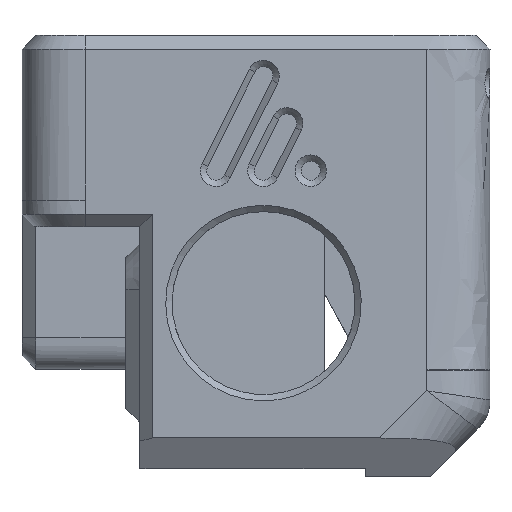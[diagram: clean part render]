
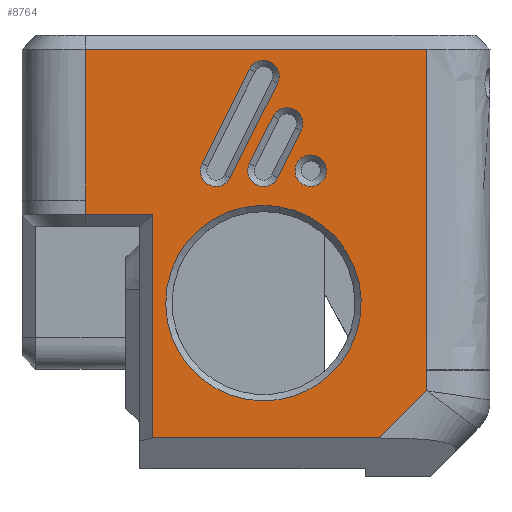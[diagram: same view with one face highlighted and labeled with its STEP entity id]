
A CAD part, front view. The second image highlights one B-rep face of the part: STEP entity #8764.
In plain terms, the highlighted planar face has unit normal (0, -1, 0).
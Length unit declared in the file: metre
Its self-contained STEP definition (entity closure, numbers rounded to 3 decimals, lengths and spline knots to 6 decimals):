
#223=B_SPLINE_CURVE_WITH_KNOTS('',3,(#13250,#13251,#13252,#13253),
 .UNSPECIFIED.,.F.,.F.,(4,4),(0.,1.),.UNSPECIFIED.);
#297=B_SPLINE_CURVE_WITH_KNOTS('',3,(#14390,#14391,#14392,#14393),
 .UNSPECIFIED.,.F.,.F.,(4,4),(0.,1.),.UNSPECIFIED.);
#310=B_SPLINE_CURVE_WITH_KNOTS('',3,(#14896,#14897,#14898,#14899,#14900,
#14901,#14902),.UNSPECIFIED.,.F.,.F.,(4,1,1,1,4),(0.,
0.006774,0.013547,0.027095,0.05419),
 .UNSPECIFIED.);
#313=B_SPLINE_CURVE_WITH_KNOTS('',3,(#14986,#14987,#14988,#14989),
 .UNSPECIFIED.,.F.,.F.,(4,4),(0.,1.),.UNSPECIFIED.);
#532=CIRCLE('',#9181,0.015498);
#570=CIRCLE('',#9293,0.0025);
#571=CIRCLE('',#9296,0.0025);
#572=CIRCLE('',#9298,0.0025);
#573=CIRCLE('',#9301,0.0025);
#574=CIRCLE('',#9304,0.0025);
#2620=ORIENTED_EDGE('',*,*,#4158,.F.);
#2621=ORIENTED_EDGE('',*,*,#4156,.F.);
#2622=ORIENTED_EDGE('',*,*,#4154,.F.);
#2623=ORIENTED_EDGE('',*,*,#4153,.F.);
#2624=ORIENTED_EDGE('',*,*,#4150,.F.);
#2625=ORIENTED_EDGE('',*,*,#4149,.F.);
#2626=ORIENTED_EDGE('',*,*,#4147,.T.);
#2627=ORIENTED_EDGE('',*,*,#4145,.F.);
#2628=ORIENTED_EDGE('',*,*,#4144,.T.);
#2629=ORIENTED_EDGE('',*,*,#4353,.T.);
#2630=ORIENTED_EDGE('',*,*,#3889,.T.);
#2631=ORIENTED_EDGE('',*,*,#4197,.T.);
#2632=ORIENTED_EDGE('',*,*,#4192,.T.);
#2633=ORIENTED_EDGE('',*,*,#4140,.T.);
#2634=ORIENTED_EDGE('',*,*,#4138,.T.);
#2635=ORIENTED_EDGE('',*,*,#4137,.T.);
#2636=ORIENTED_EDGE('',*,*,#4359,.T.);
#2637=ORIENTED_EDGE('',*,*,#3624,.F.);
#2638=ORIENTED_EDGE('',*,*,#4360,.T.);
#2639=ORIENTED_EDGE('',*,*,#3854,.F.);
#3624=EDGE_CURVE('',#4802,#4803,#5715,.T.);
#3854=EDGE_CURVE('',#5001,#5001,#532,.T.);
#3889=EDGE_CURVE('',#5032,#5031,#223,.T.);
#4137=EDGE_CURVE('',#5157,#5177,#5994,.T.);
#4138=EDGE_CURVE('',#5178,#5157,#5995,.T.);
#4140=EDGE_CURVE('',#5179,#5178,#297,.T.);
#4144=EDGE_CURVE('',#5180,#5181,#5998,.T.);
#4145=EDGE_CURVE('',#5180,#5182,#570,.T.);
#4147=EDGE_CURVE('',#5183,#5182,#6000,.T.);
#4149=EDGE_CURVE('',#5183,#5181,#571,.T.);
#4150=EDGE_CURVE('',#5184,#5184,#572,.T.);
#4153=EDGE_CURVE('',#5186,#5185,#6004,.T.);
#4154=EDGE_CURVE('',#5185,#5187,#573,.T.);
#4156=EDGE_CURVE('',#5187,#5188,#6006,.T.);
#4158=EDGE_CURVE('',#5188,#5186,#574,.T.);
#4192=EDGE_CURVE('',#5209,#5179,#310,.T.);
#4197=EDGE_CURVE('',#5031,#5209,#313,.T.);
#4353=EDGE_CURVE('',#5315,#5032,#6133,.T.);
#4359=EDGE_CURVE('',#5177,#4803,#6138,.T.);
#4360=EDGE_CURVE('',#4802,#5315,#6139,.T.);
#4802=VERTEX_POINT('',#12386);
#4803=VERTEX_POINT('',#12388);
#5001=VERTEX_POINT('',#13090);
#5031=VERTEX_POINT('',#13249);
#5032=VERTEX_POINT('',#13254);
#5157=VERTEX_POINT('',#14237);
#5177=VERTEX_POINT('',#14362);
#5178=VERTEX_POINT('',#14373);
#5179=VERTEX_POINT('',#14394);
#5180=VERTEX_POINT('',#14406);
#5181=VERTEX_POINT('',#14408);
#5182=VERTEX_POINT('',#14412);
#5183=VERTEX_POINT('',#14416);
#5184=VERTEX_POINT('',#14422);
#5185=VERTEX_POINT('',#14425);
#5186=VERTEX_POINT('',#14427);
#5187=VERTEX_POINT('',#14431);
#5188=VERTEX_POINT('',#14435);
#5209=VERTEX_POINT('',#14903);
#5315=VERTEX_POINT('',#15444);
#5715=LINE('',#12387,#6584);
#5994=LINE('',#14363,#6863);
#5995=LINE('',#14372,#6864);
#5998=LINE('',#14409,#6867);
#6000=LINE('',#14415,#6869);
#6004=LINE('',#14428,#6873);
#6006=LINE('',#14434,#6875);
#6133=LINE('',#15443,#7002);
#6138=LINE('',#15459,#7007);
#6139=LINE('',#15460,#7008);
#6584=VECTOR('',#10166,1.);
#6863=VECTOR('',#10817,1.);
#6864=VECTOR('',#10818,1.);
#6867=VECTOR('',#10823,1.);
#6869=VECTOR('',#10831,1.);
#6873=VECTOR('',#10845,1.);
#6875=VECTOR('',#10853,1.);
#7002=VECTOR('',#11140,1.);
#7007=VECTOR('',#11149,1.);
#7008=VECTOR('',#11150,1.);
#7474=EDGE_LOOP('',(#2620,#2621,#2622,#2623));
#7475=EDGE_LOOP('',(#2624));
#7476=EDGE_LOOP('',(#2625,#2626,#2627,#2628));
#7477=EDGE_LOOP('',(#2629,#2630,#2631,#2632,#2633,#2634,#2635,#2636,#2637,
#2638));
#7478=EDGE_LOOP('',(#2639));
#7985=FACE_BOUND('',#7474,.T.);
#7986=FACE_BOUND('',#7475,.T.);
#7987=FACE_BOUND('',#7476,.T.);
#7988=FACE_BOUND('',#7477,.T.);
#7989=FACE_BOUND('',#7478,.T.);
#8353=PLANE('',#9384);
#8764=ADVANCED_FACE('',(#7985,#7986,#7987,#7988,#7989),#8353,.T.);
#9181=AXIS2_PLACEMENT_3D('',#13089,#10437,#10438);
#9293=AXIS2_PLACEMENT_3D('',#14411,#10826,#10827);
#9296=AXIS2_PLACEMENT_3D('',#14419,#10835,#10836);
#9298=AXIS2_PLACEMENT_3D('',#14421,#10839,#10840);
#9301=AXIS2_PLACEMENT_3D('',#14430,#10848,#10849);
#9304=AXIS2_PLACEMENT_3D('',#14438,#10857,#10858);
#9384=AXIS2_PLACEMENT_3D('',#15458,#11147,#11148);
#10166=DIRECTION('',(-1.,0.,0.));
#10437=DIRECTION('',(0.,-1.,0.));
#10438=DIRECTION('',(0.,0.,-1.));
#10817=DIRECTION('',(1.,0.,0.));
#10818=DIRECTION('',(0.,0.,-1.));
#10823=DIRECTION('',(-0.447,0.,-0.894));
#10826=DIRECTION('',(0.,-1.,0.));
#10827=DIRECTION('',(0.,0.,-1.));
#10831=DIRECTION('',(0.447,0.,0.894));
#10835=DIRECTION('',(0.,-1.,0.));
#10836=DIRECTION('',(0.,0.,-1.));
#10839=DIRECTION('',(0.,-1.,0.));
#10840=DIRECTION('',(0.,0.,-1.));
#10845=DIRECTION('',(0.447,0.,0.894));
#10848=DIRECTION('',(0.,-1.,0.));
#10849=DIRECTION('',(0.,0.,-1.));
#10853=DIRECTION('',(-0.447,0.,-0.894));
#10857=DIRECTION('',(0.,-1.,0.));
#10858=DIRECTION('',(0.,0.,-1.));
#11140=DIRECTION('',(0.,0.,1.));
#11147=DIRECTION('',(0.,-1.,0.));
#11148=DIRECTION('',(0.,0.,-1.));
#11149=DIRECTION('',(0.,0.,-1.));
#11150=DIRECTION('',(0.707,0.,0.707));
#12386=CARTESIAN_POINT('',(0.018435,-0.14101,-0.192773));
#12387=CARTESIAN_POINT('',(0.022832,-0.14101,-0.192773));
#12388=CARTESIAN_POINT('',(-0.017619,-0.14101,-0.192773));
#13089=CARTESIAN_POINT('',(0.,-0.14101,-0.171385));
#13090=CARTESIAN_POINT('',(0.,-0.14101,-0.186882));
#13249=CARTESIAN_POINT('',(0.025911,-0.14101,-0.181977));
#13250=CARTESIAN_POINT('',(0.025911,-0.14101,-0.182027));
#13251=CARTESIAN_POINT('',(0.025911,-0.14101,-0.18201));
#13252=CARTESIAN_POINT('',(0.025911,-0.14101,-0.181994));
#13253=CARTESIAN_POINT('',(0.025911,-0.14101,-0.181977));
#13254=CARTESIAN_POINT('',(0.025911,-0.14101,-0.182027));
#14237=CARTESIAN_POINT('',(-0.028279,-0.14101,-0.157301));
#14362=CARTESIAN_POINT('',(-0.017621,-0.14101,-0.157301));
#14363=CARTESIAN_POINT('',(-0.019621,-0.14101,-0.157301));
#14372=CARTESIAN_POINT('',(-0.028279,-0.14101,-0.156181));
#14373=CARTESIAN_POINT('',(-0.028279,-0.14101,-0.155061));
#14390=CARTESIAN_POINT('',(-0.028279,-0.14101,-0.131131));
#14391=CARTESIAN_POINT('',(-0.028279,-0.14101,-0.139108));
#14392=CARTESIAN_POINT('',(-0.028279,-0.14101,-0.147085));
#14393=CARTESIAN_POINT('',(-0.028279,-0.14101,-0.155061));
#14394=CARTESIAN_POINT('',(-0.028279,-0.14101,-0.131131));
#14406=CARTESIAN_POINT('',(0.002236,-0.14101,-0.136527));
#14408=CARTESIAN_POINT('',(-0.005264,-0.14101,-0.151527));
#14409=CARTESIAN_POINT('',(-0.002352,-0.14101,-0.145704));
#14411=CARTESIAN_POINT('',(0.,-0.14101,-0.135409));
#14412=CARTESIAN_POINT('',(-0.002236,-0.14101,-0.134291));
#14415=CARTESIAN_POINT('',(-0.005986,-0.14101,-0.141791));
#14416=CARTESIAN_POINT('',(-0.009736,-0.14101,-0.149291));
#14419=CARTESIAN_POINT('',(-0.0075,-0.14101,-0.150409));
#14421=CARTESIAN_POINT('',(0.0075,-0.14101,-0.150409));
#14422=CARTESIAN_POINT('',(0.0075,-0.14101,-0.152909));
#14425=CARTESIAN_POINT('',(0.005986,-0.14101,-0.144027));
#14427=CARTESIAN_POINT('',(0.002236,-0.14101,-0.151527));
#14428=CARTESIAN_POINT('',(0.002516,-0.14101,-0.150968));
#14430=CARTESIAN_POINT('',(0.00375,-0.14101,-0.142909));
#14431=CARTESIAN_POINT('',(0.001514,-0.14101,-0.141791));
#14434=CARTESIAN_POINT('',(0.000757,-0.14101,-0.143305));
#14435=CARTESIAN_POINT('',(-0.002236,-0.14101,-0.149291));
#14438=CARTESIAN_POINT('',(0.,-0.14101,-0.150409));
#14896=CARTESIAN_POINT('',(0.025911,-0.14101,-0.131132));
#14897=CARTESIAN_POINT('',(0.023653,-0.14101,-0.13112));
#14898=CARTESIAN_POINT('',(0.019137,-0.14101,-0.131136));
#14899=CARTESIAN_POINT('',(0.010105,-0.14101,-0.131129));
#14900=CARTESIAN_POINT('',(-0.0057,-0.14101,-0.131134));
#14901=CARTESIAN_POINT('',(-0.019248,-0.14101,-0.131131));
#14902=CARTESIAN_POINT('',(-0.028279,-0.14101,-0.131131));
#14903=CARTESIAN_POINT('',(0.025911,-0.14101,-0.131132));
#14986=CARTESIAN_POINT('',(0.025911,-0.14101,-0.181977));
#14987=CARTESIAN_POINT('',(0.025911,-0.14101,-0.165029));
#14988=CARTESIAN_POINT('',(0.025911,-0.14101,-0.14808));
#14989=CARTESIAN_POINT('',(0.025911,-0.14101,-0.131132));
#15443=CARTESIAN_POINT('',(0.025911,-0.14101,-0.183662));
#15444=CARTESIAN_POINT('',(0.025911,-0.14101,-0.185297));
#15458=CARTESIAN_POINT('',(-0.019621,-0.14101,-0.149087));
#15459=CARTESIAN_POINT('',(-0.017619,-0.14101,-0.149087));
#15460=CARTESIAN_POINT('',(0.022173,-0.14101,-0.189035));
